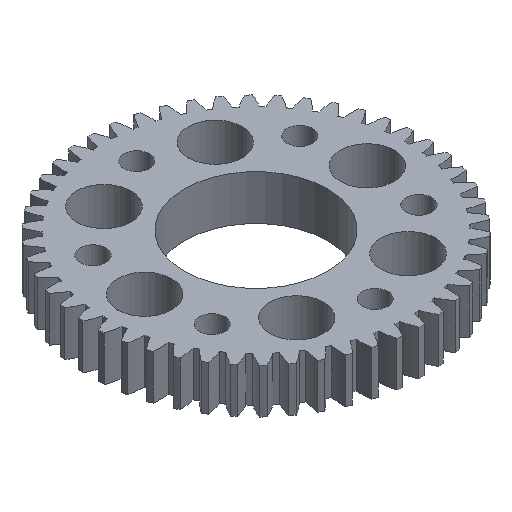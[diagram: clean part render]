
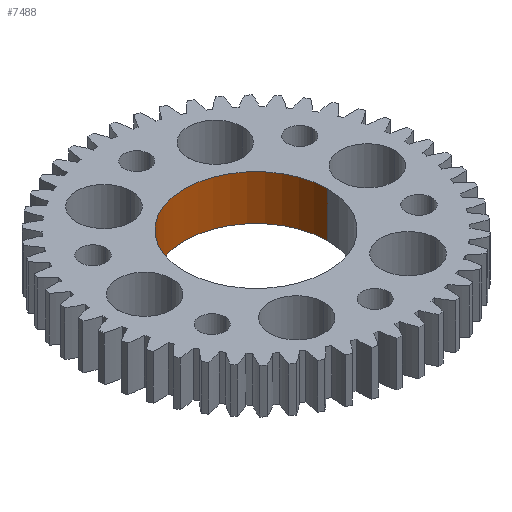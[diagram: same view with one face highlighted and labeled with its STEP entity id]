
A CAD part, isometric view. The second image highlights one B-rep face of the part: STEP entity #7488.
In plain terms, the highlighted cylindrical face has radius 14.275 mm (diameter 28.55 mm), a partial arc.
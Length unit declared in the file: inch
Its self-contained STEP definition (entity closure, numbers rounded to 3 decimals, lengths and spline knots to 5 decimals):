
#469 = VERTEX_POINT ( 'NONE', #8978 ) ;
#934 = ORIENTED_EDGE ( 'NONE', *, *, #2677, .F. ) ;
#1088 = DIRECTION ( 'NONE',  ( 1., 0., 0. ) ) ;
#2104 = AXIS2_PLACEMENT_3D ( 'NONE', #7164, #10455, #1088 ) ;
#2146 = CIRCLE ( 'NONE', #6612, 0.562 ) ;
#2161 = EDGE_LOOP ( 'NONE', ( #7844, #4691, #11063, #934 ) ) ;
#2677 = EDGE_CURVE ( 'NONE', #469, #9308, #2146, .T. ) ;
#3013 = CARTESIAN_POINT ( 'NONE',  ( 0., 0., 0.353 ) ) ;
#3928 = CARTESIAN_POINT ( 'NONE',  ( -0.562, 0., 0. ) ) ;
#4670 = VERTEX_POINT ( 'NONE', #11468 ) ;
#4691 = ORIENTED_EDGE ( 'NONE', *, *, #5679, .F. ) ;
#4801 = CYLINDRICAL_SURFACE ( 'NONE', #2104, 0.562 ) ;
#4935 = CARTESIAN_POINT ( 'NONE',  ( 0., 0., 0. ) ) ;
#5208 = DIRECTION ( 'NONE',  ( 0., 0., 1. ) ) ;
#5235 = DIRECTION ( 'NONE',  ( 1., 0., 0. ) ) ;
#5362 = LINE ( 'NONE', #3928, #9569 ) ;
#5391 = FACE_OUTER_BOUND ( 'NONE', #2161, .T. ) ;
#5564 = LINE ( 'NONE', #10555, #7854 ) ;
#5679 = EDGE_CURVE ( 'NONE', #4670, #6957, #7148, .T. ) ;
#6612 = AXIS2_PLACEMENT_3D ( 'NONE', #3013, #8655, #11466 ) ;
#6682 = DIRECTION ( 'NONE',  ( 0., 0., 1. ) ) ;
#6957 = VERTEX_POINT ( 'NONE', #10591 ) ;
#6966 = EDGE_CURVE ( 'NONE', #4670, #9308, #5564, .T. ) ;
#7148 = CIRCLE ( 'NONE', #10486, 0.562 ) ;
#7164 = CARTESIAN_POINT ( 'NONE',  ( 0., 0., 0. ) ) ;
#7488 = ADVANCED_FACE ( 'NONE', ( #5391 ), #4801, .F. ) ;
#7844 = ORIENTED_EDGE ( 'NONE', *, *, #7859, .F. ) ;
#7854 = VECTOR ( 'NONE', #10606, 39.37008 ) ;
#7859 = EDGE_CURVE ( 'NONE', #6957, #469, #5362, .T. ) ;
#8655 = DIRECTION ( 'NONE',  ( 0., 0., -1. ) ) ;
#8978 = CARTESIAN_POINT ( 'NONE',  ( -0.562, 0., 0.353 ) ) ;
#9308 = VERTEX_POINT ( 'NONE', #10892 ) ;
#9569 = VECTOR ( 'NONE', #6682, 39.37008 ) ;
#10455 = DIRECTION ( 'NONE',  ( 0., 0., 1. ) ) ;
#10486 = AXIS2_PLACEMENT_3D ( 'NONE', #4935, #5208, #5235 ) ;
#10555 = CARTESIAN_POINT ( 'NONE',  ( 0.562, 0., 0. ) ) ;
#10591 = CARTESIAN_POINT ( 'NONE',  ( -0.562, 0., 0. ) ) ;
#10606 = DIRECTION ( 'NONE',  ( 0., 0., 1. ) ) ;
#10892 = CARTESIAN_POINT ( 'NONE',  ( 0.562, 0., 0.353 ) ) ;
#11063 = ORIENTED_EDGE ( 'NONE', *, *, #6966, .T. ) ;
#11466 = DIRECTION ( 'NONE',  ( -1., 0., 0. ) ) ;
#11468 = CARTESIAN_POINT ( 'NONE',  ( 0.562, 0., 0. ) ) ;
